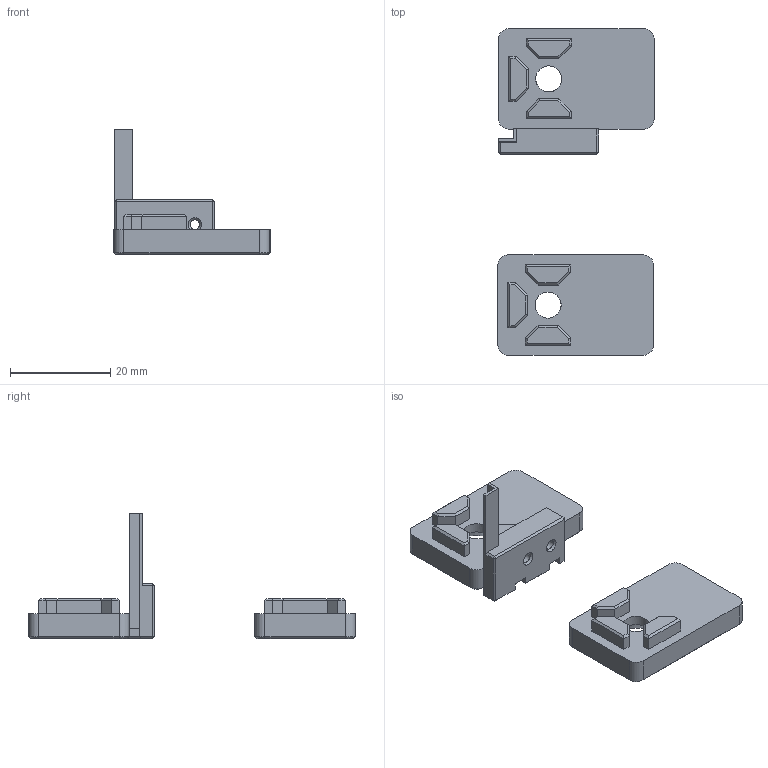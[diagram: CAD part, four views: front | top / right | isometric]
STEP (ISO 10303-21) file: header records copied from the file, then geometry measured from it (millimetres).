
FILE_DESCRIPTION(/* description */ (''),/* implementation_level */ '2;1');
FILE_NAME(/* name */ 'Y轴线轨盖.stp',/* time_stamp */ '2024-09-10T00:04:51+08:00',/* author */ (''),/* organization */ (''),/* preprocessor_version */ 'ST-DEVELOPER v15.2',/* originating_system */ 'Autodesk Translator Framework v2.0.0.5431',/* authorisation */ '');
FILE_SCHEMA (('AUTOMOTIVE_DESIGN { 1 0 10303 214 3 1 1 }'));
Length unit declared in the file: centimetre
Products named in the file (1): Y轴线轨盖
Bounding box: 31.14 x 65.09 x 25 mm (x, y, z)
Volume: 7209.2 mm3; surface area: 4657.1 mm2
Topology: 2 solids, 2 shells, 163 faces, 382 edges, 229 vertices
Faces by surface type: plane 139, cone 12, cylinder 12
Full cylindrical faces by diameter (mm): 1.9 x2, 5.2 x2
Entity records: 4472 total; most frequent: CARTESIAN_POINT 763, ORIENTED_EDGE 744, DIRECTION 736, EDGE_CURVE 372, LINE 336, VECTOR 336, VERTEX_POINT 227, AXIS2_PLACEMENT_3D 200
